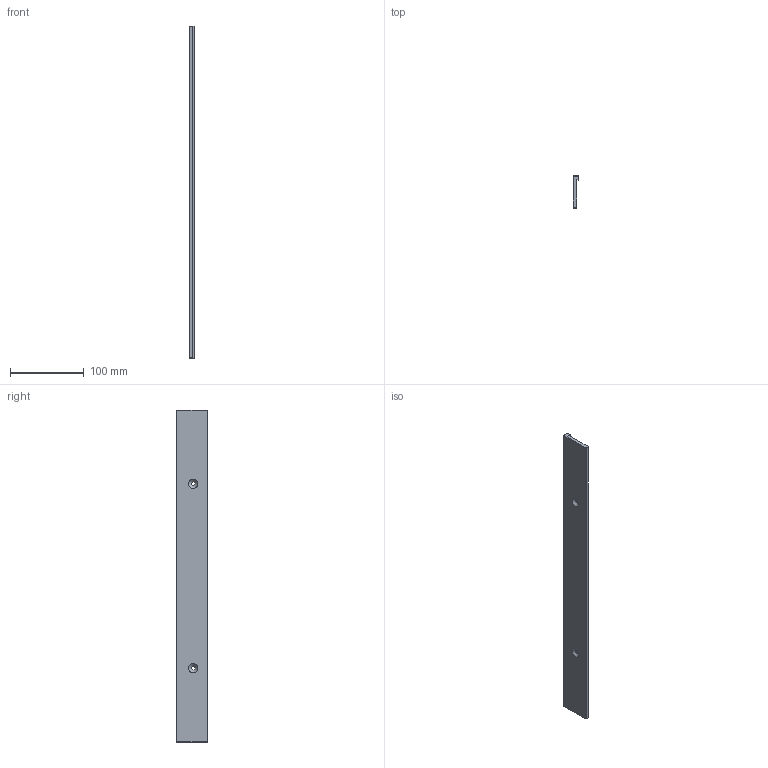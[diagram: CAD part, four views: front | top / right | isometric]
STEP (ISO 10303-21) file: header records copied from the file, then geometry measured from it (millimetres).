
FILE_DESCRIPTION(/* description */ ('Barra Deslizante Ajust Y','CAx-IF Rec.Pracs.---Representation and Presentation of Product Manufacturing Information (PMI)---4.0---2014-10-13'),/* implementation_level */ '2;1');
FILE_NAME(/* name */ 'MD05-00-005 - Barra Deslizante Ajust Y.stp',/* time_stamp */ '2025-09-15T14:42:20-04:00',/* author */ ('wandr'),/* organization */ ('ELGIN'),/* preprocessor_version */ 'ST-DEVELOPER v20.1',/* originating_system */ 'Autodesk Inventor 2026',/* authorisation */ '');
FILE_SCHEMA (('AP242_MANAGED_MODEL_BASED_3D_ENGINEERING_MIM_LF { 1 0 10303 442 2 1 4 }'));
Length unit declared in the file: millimetre
Products named in the file (1): MD05-00-005
Bounding box: 8 x 43 x 450 mm (x, y, z)
Volume: 102777.5 mm3; surface area: 45966.6 mm2
Topology: 1 solids, 1 shells, 29 faces, 61 edges, 34 vertices
Faces by surface type: plane 25, cone 2, cylinder 2
Full cylindrical faces by diameter (mm): 5.5 x2
Entity records: 985 total; most frequent: CARTESIAN_POINT 173, DIRECTION 159, ORIENTED_EDGE 122, EDGE_CURVE 61, LINE 55, VECTOR 55, AXIS2_PLACEMENT_3D 52, VERTEX_POINT 34
